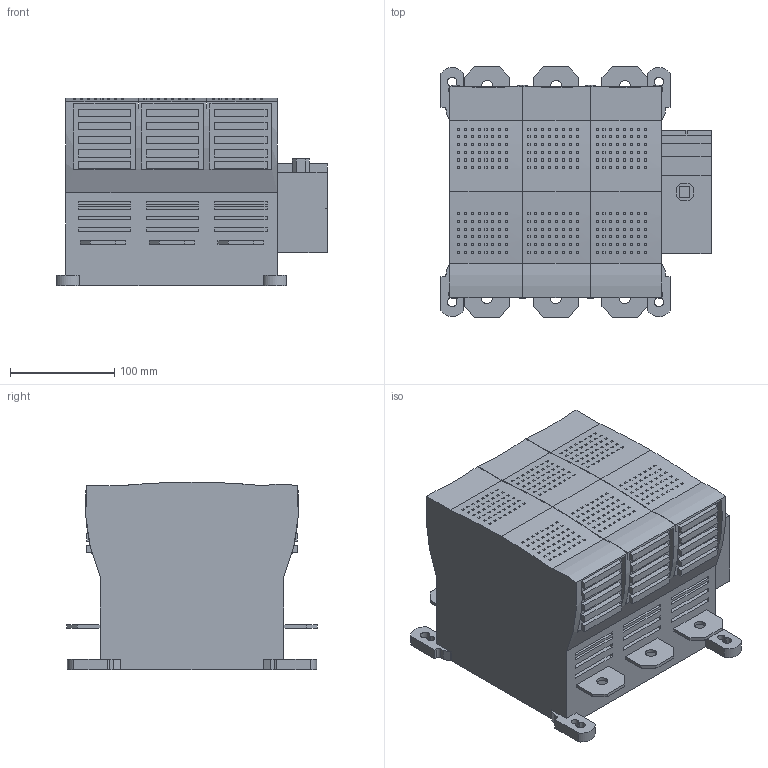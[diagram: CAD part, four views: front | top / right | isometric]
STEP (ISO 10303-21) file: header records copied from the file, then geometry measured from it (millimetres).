
FILE_DESCRIPTION((''),'2;1');
FILE_NAME('194R-J400-1753','2013-09-06T',('Gkariappa'),(''),'PRO/ENGINEER BY PARAMETRIC TECHNOLOGY CORPORATION, 2010140','PRO/ENGINEER BY PARAMETRIC TECHNOLOGY CORPORATION, 2010140','');
FILE_SCHEMA(('CONFIG_CONTROL_DESIGN'));
Length unit declared in the file: millimetre
Products named in the file (1): 194R-J400-1753
Bounding box: 259.08 x 239.78 x 180.09 mm (x, y, z)
Volume: 7141750.4 mm3; surface area: 312177.8 mm2
Topology: 1 solids, 1 shells, 2017 faces, 4919 edges, 3274 vertices
Faces by surface type: plane 1904, cylinder 105, bspline 8
Entity records: 59245 total; most frequent: CARTESIAN_POINT 10950, ORIENTED_EDGE 9830, DIRECTION 9613, EDGE_CURVE 4915, VECTOR 4087, LINE 4087, VERTEX_POINT 3274, AXIS2_PLACEMENT_3D 2763
